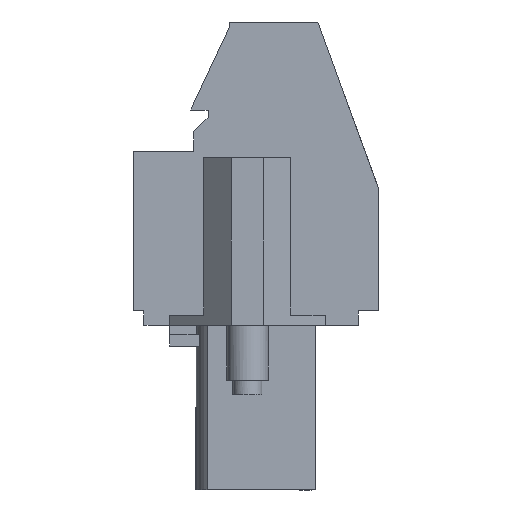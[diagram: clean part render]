
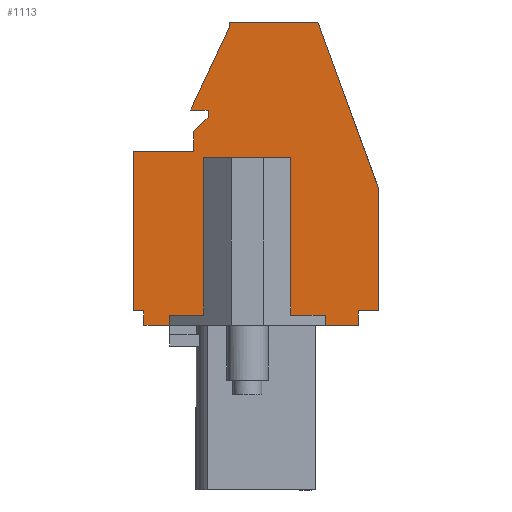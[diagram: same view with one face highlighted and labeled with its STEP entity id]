
A CAD part, left-side view. The second image highlights one B-rep face of the part: STEP entity #1113.
In plain terms, the highlighted planar face has unit normal (-1, 0, 0).
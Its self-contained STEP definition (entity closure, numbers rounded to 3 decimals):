
#503=AXIS2_PLACEMENT_3D('Plane Axis2P3D',#500,#501,#502) ;
#107=CARTESIAN_POINT('Line Origine',(3.47,1.782,7.95)) ;
#111=CARTESIAN_POINT('Vertex',(3.47,2.58,7.95)) ;
#113=CARTESIAN_POINT('Vertex',(3.47,0.983,7.95)) ;
#148=CARTESIAN_POINT('Vertex',(3.47,10.08,7.95)) ;
#151=CARTESIAN_POINT('Line Origine',(3.47,10.705,7.95)) ;
#155=CARTESIAN_POINT('Vertex',(3.47,11.33,7.95)) ;
#500=CARTESIAN_POINT('Axis2P3D Location',(3.47,0.,0.)) ;
#969=CARTESIAN_POINT('Line Origine',(3.47,0.983,8.3)) ;
#973=CARTESIAN_POINT('Vertex',(3.47,0.983,8.65)) ;
#976=CARTESIAN_POINT('Line Origine',(3.47,0.492,8.65)) ;
#980=CARTESIAN_POINT('Vertex',(3.47,0.,8.65)) ;
#983=CARTESIAN_POINT('Line Origine',(3.47,0.,11.611)) ;
#987=CARTESIAN_POINT('Vertex',(3.47,0.,14.572)) ;
#990=CARTESIAN_POINT('Line Origine',(3.47,1.461,18.586)) ;
#994=CARTESIAN_POINT('Vertex',(3.47,2.922,22.6)) ;
#997=CARTESIAN_POINT('Line Origine',(3.47,5.052,22.6)) ;
#1001=CARTESIAN_POINT('Vertex',(3.47,7.181,22.6)) ;
#1004=CARTESIAN_POINT('Line Origine',(3.47,7.181,22.5)) ;
#1008=CARTESIAN_POINT('Vertex',(3.47,7.181,22.4)) ;
#1011=CARTESIAN_POINT('Line Origine',(3.47,8.126,20.375)) ;
#1015=CARTESIAN_POINT('Vertex',(3.47,9.07,18.35)) ;
#1018=CARTESIAN_POINT('Line Origine',(3.47,8.65,18.35)) ;
#1022=CARTESIAN_POINT('Vertex',(3.47,8.23,18.35)) ;
#1025=CARTESIAN_POINT('Line Origine',(3.47,8.23,18.175)) ;
#1029=CARTESIAN_POINT('Vertex',(3.47,8.23,18.)) ;
#1032=CARTESIAN_POINT('Line Origine',(3.47,8.58,17.65)) ;
#1036=CARTESIAN_POINT('Vertex',(3.47,8.93,17.3)) ;
#1039=CARTESIAN_POINT('Line Origine',(3.47,8.93,16.825)) ;
#1043=CARTESIAN_POINT('Vertex',(3.47,8.93,16.35)) ;
#1046=CARTESIAN_POINT('Line Origine',(3.47,10.38,16.35)) ;
#1050=CARTESIAN_POINT('Vertex',(3.47,11.83,16.35)) ;
#1053=CARTESIAN_POINT('Line Origine',(3.47,11.83,12.5)) ;
#1057=CARTESIAN_POINT('Vertex',(3.47,11.83,8.65)) ;
#1060=CARTESIAN_POINT('Line Origine',(3.47,11.58,8.65)) ;
#1064=CARTESIAN_POINT('Vertex',(3.47,11.33,8.65)) ;
#1067=CARTESIAN_POINT('Line Origine',(3.47,11.33,8.3)) ;
#1072=CARTESIAN_POINT('Line Origine',(3.47,10.08,8.2)) ;
#1076=CARTESIAN_POINT('Vertex',(3.47,10.08,8.45)) ;
#1079=CARTESIAN_POINT('Line Origine',(3.47,6.33,8.45)) ;
#1083=CARTESIAN_POINT('Vertex',(3.47,2.58,8.45)) ;
#1086=CARTESIAN_POINT('Line Origine',(3.47,2.58,8.2)) ;
#108=DIRECTION('Vector Direction',(0.,-1.,0.)) ;
#152=DIRECTION('Vector Direction',(0.,-1.,0.)) ;
#501=DIRECTION('Axis2P3D Direction',(-1.,0.,0.)) ;
#502=DIRECTION('Axis2P3D XDirection',(0.,0.,1.)) ;
#970=DIRECTION('Vector Direction',(0.,0.,1.)) ;
#977=DIRECTION('Vector Direction',(0.,-1.,0.)) ;
#984=DIRECTION('Vector Direction',(0.,0.,1.)) ;
#991=DIRECTION('Vector Direction',(0.,-0.342,-0.94)) ;
#998=DIRECTION('Vector Direction',(0.,-1.,0.)) ;
#1005=DIRECTION('Vector Direction',(0.,0.,1.)) ;
#1012=DIRECTION('Vector Direction',(0.,-0.423,0.906)) ;
#1019=DIRECTION('Vector Direction',(0.,1.,0.)) ;
#1026=DIRECTION('Vector Direction',(0.,0.,1.)) ;
#1033=DIRECTION('Vector Direction',(0.,-0.707,0.707)) ;
#1040=DIRECTION('Vector Direction',(0.,0.,1.)) ;
#1047=DIRECTION('Vector Direction',(0.,-1.,0.)) ;
#1054=DIRECTION('Vector Direction',(0.,0.,1.)) ;
#1061=DIRECTION('Vector Direction',(0.,1.,0.)) ;
#1068=DIRECTION('Vector Direction',(0.,0.,-1.)) ;
#1073=DIRECTION('Vector Direction',(0.,0.,1.)) ;
#1080=DIRECTION('Vector Direction',(0.,1.,0.)) ;
#1087=DIRECTION('Vector Direction',(0.,0.,1.)) ;
#109=VECTOR('Line Direction',#108,1.) ;
#153=VECTOR('Line Direction',#152,1.) ;
#971=VECTOR('Line Direction',#970,1.) ;
#978=VECTOR('Line Direction',#977,1.) ;
#985=VECTOR('Line Direction',#984,1.) ;
#992=VECTOR('Line Direction',#991,1.) ;
#999=VECTOR('Line Direction',#998,1.) ;
#1006=VECTOR('Line Direction',#1005,1.) ;
#1013=VECTOR('Line Direction',#1012,1.) ;
#1020=VECTOR('Line Direction',#1019,1.) ;
#1027=VECTOR('Line Direction',#1026,1.) ;
#1034=VECTOR('Line Direction',#1033,1.) ;
#1041=VECTOR('Line Direction',#1040,1.) ;
#1048=VECTOR('Line Direction',#1047,1.) ;
#1055=VECTOR('Line Direction',#1054,1.) ;
#1062=VECTOR('Line Direction',#1061,1.) ;
#1069=VECTOR('Line Direction',#1068,1.) ;
#1074=VECTOR('Line Direction',#1073,1.) ;
#1081=VECTOR('Line Direction',#1080,1.) ;
#1088=VECTOR('Line Direction',#1087,1.) ;
#1092=ORIENTED_EDGE('',*,*,#115,.T.) ;
#1093=ORIENTED_EDGE('',*,*,#975,.T.) ;
#1094=ORIENTED_EDGE('',*,*,#982,.T.) ;
#1095=ORIENTED_EDGE('',*,*,#989,.T.) ;
#1096=ORIENTED_EDGE('',*,*,#996,.T.) ;
#1097=ORIENTED_EDGE('',*,*,#1003,.T.) ;
#1098=ORIENTED_EDGE('',*,*,#1010,.T.) ;
#1099=ORIENTED_EDGE('',*,*,#1017,.T.) ;
#1100=ORIENTED_EDGE('',*,*,#1024,.T.) ;
#1101=ORIENTED_EDGE('',*,*,#1031,.T.) ;
#1102=ORIENTED_EDGE('',*,*,#1038,.T.) ;
#1103=ORIENTED_EDGE('',*,*,#1045,.T.) ;
#1104=ORIENTED_EDGE('',*,*,#1052,.T.) ;
#1105=ORIENTED_EDGE('',*,*,#1059,.T.) ;
#1106=ORIENTED_EDGE('',*,*,#1066,.T.) ;
#1107=ORIENTED_EDGE('',*,*,#1071,.T.) ;
#1108=ORIENTED_EDGE('',*,*,#157,.T.) ;
#1109=ORIENTED_EDGE('',*,*,#1078,.T.) ;
#1110=ORIENTED_EDGE('',*,*,#1085,.F.) ;
#1111=ORIENTED_EDGE('',*,*,#1090,.F.) ;
#1113=ADVANCED_FACE('HOUSING',(#1112),#504,.T.) ;
#115=EDGE_CURVE('',#112,#114,#110,.T.) ;
#157=EDGE_CURVE('',#156,#149,#154,.T.) ;
#975=EDGE_CURVE('',#114,#974,#972,.T.) ;
#982=EDGE_CURVE('',#974,#981,#979,.T.) ;
#989=EDGE_CURVE('',#981,#988,#986,.T.) ;
#996=EDGE_CURVE('',#988,#995,#993,.F.) ;
#1003=EDGE_CURVE('',#995,#1002,#1000,.F.) ;
#1010=EDGE_CURVE('',#1002,#1009,#1007,.F.) ;
#1017=EDGE_CURVE('',#1009,#1016,#1014,.F.) ;
#1024=EDGE_CURVE('',#1016,#1023,#1021,.F.) ;
#1031=EDGE_CURVE('',#1023,#1030,#1028,.F.) ;
#1038=EDGE_CURVE('',#1030,#1037,#1035,.F.) ;
#1045=EDGE_CURVE('',#1037,#1044,#1042,.F.) ;
#1052=EDGE_CURVE('',#1044,#1051,#1049,.F.) ;
#1059=EDGE_CURVE('',#1051,#1058,#1056,.F.) ;
#1066=EDGE_CURVE('',#1058,#1065,#1063,.F.) ;
#1071=EDGE_CURVE('',#1065,#156,#1070,.T.) ;
#1078=EDGE_CURVE('',#149,#1077,#1075,.T.) ;
#1085=EDGE_CURVE('',#1084,#1077,#1082,.T.) ;
#1090=EDGE_CURVE('',#112,#1084,#1089,.T.) ;
#1091=EDGE_LOOP('',(#1092,#1093,#1094,#1095,#1096,#1097,#1098,#1099,#1100,#1101,#1102,#1103,#1104,#1105,#1106,#1107,#1108,#1109,#1110,#1111)) ;
#1112=FACE_OUTER_BOUND('',#1091,.T.) ;
#110=LINE('Line',#107,#109) ;
#154=LINE('Line',#151,#153) ;
#972=LINE('Line',#969,#971) ;
#979=LINE('Line',#976,#978) ;
#986=LINE('Line',#983,#985) ;
#993=LINE('Line',#990,#992) ;
#1000=LINE('Line',#997,#999) ;
#1007=LINE('Line',#1004,#1006) ;
#1014=LINE('Line',#1011,#1013) ;
#1021=LINE('Line',#1018,#1020) ;
#1028=LINE('Line',#1025,#1027) ;
#1035=LINE('Line',#1032,#1034) ;
#1042=LINE('Line',#1039,#1041) ;
#1049=LINE('Line',#1046,#1048) ;
#1056=LINE('Line',#1053,#1055) ;
#1063=LINE('Line',#1060,#1062) ;
#1070=LINE('Line',#1067,#1069) ;
#1075=LINE('Line',#1072,#1074) ;
#1082=LINE('Line',#1079,#1081) ;
#1089=LINE('Line',#1086,#1088) ;
#504=PLANE('',#503) ;
#112=VERTEX_POINT('',#111) ;
#114=VERTEX_POINT('',#113) ;
#149=VERTEX_POINT('',#148) ;
#156=VERTEX_POINT('',#155) ;
#974=VERTEX_POINT('',#973) ;
#981=VERTEX_POINT('',#980) ;
#988=VERTEX_POINT('',#987) ;
#995=VERTEX_POINT('',#994) ;
#1002=VERTEX_POINT('',#1001) ;
#1009=VERTEX_POINT('',#1008) ;
#1016=VERTEX_POINT('',#1015) ;
#1023=VERTEX_POINT('',#1022) ;
#1030=VERTEX_POINT('',#1029) ;
#1037=VERTEX_POINT('',#1036) ;
#1044=VERTEX_POINT('',#1043) ;
#1051=VERTEX_POINT('',#1050) ;
#1058=VERTEX_POINT('',#1057) ;
#1065=VERTEX_POINT('',#1064) ;
#1077=VERTEX_POINT('',#1076) ;
#1084=VERTEX_POINT('',#1083) ;
